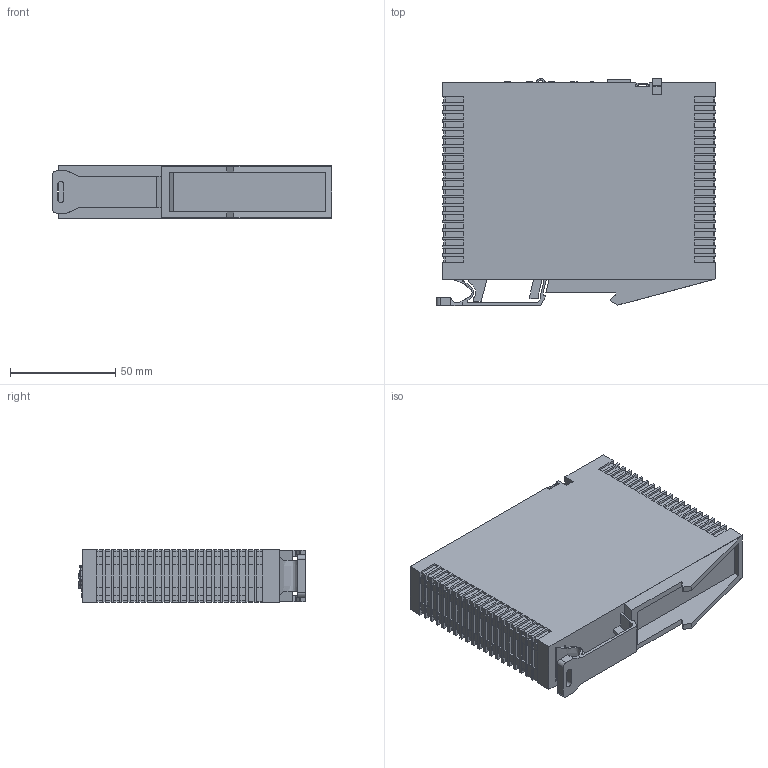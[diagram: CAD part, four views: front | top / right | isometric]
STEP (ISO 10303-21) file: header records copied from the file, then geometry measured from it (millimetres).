
FILE_DESCRIPTION((''),'2;1');
FILE_NAME('T-EPD24-X4-XXX_02','2023-06-06T15:14:04',('heroth'),(''),'CREO PARAMETRIC BY PTC INC, 2021404','CREO PARAMETRIC BY PTC INC, 2021404','');
FILE_SCHEMA(('AUTOMOTIVE_DESIGN { 1 0 10303 214 1 1 1 1 }'));
Products named in the file (1): T-EPD24-X4-XXX_02
Bounding box: 133 x 108 x 25 mm (x, y, z)
Volume: 297646.3 mm3; surface area: 49619.5 mm2
Topology: 1 solids, 8 shells, 1612 faces, 4611 edges, 3050 vertices
Faces by surface type: plane 1398, cylinder 147, bspline 37, torus 16, cone 11, extrusion 3
Entity records: 65671 total; most frequent: CARTESIAN_POINT 14566, ORIENTED_EDGE 9214, DIRECTION 7774, EDGE_CURVE 4607, VECTOR 4082, LINE 4079, VERTEX_POINT 3048, AXIS2_PLACEMENT_3D 1846
